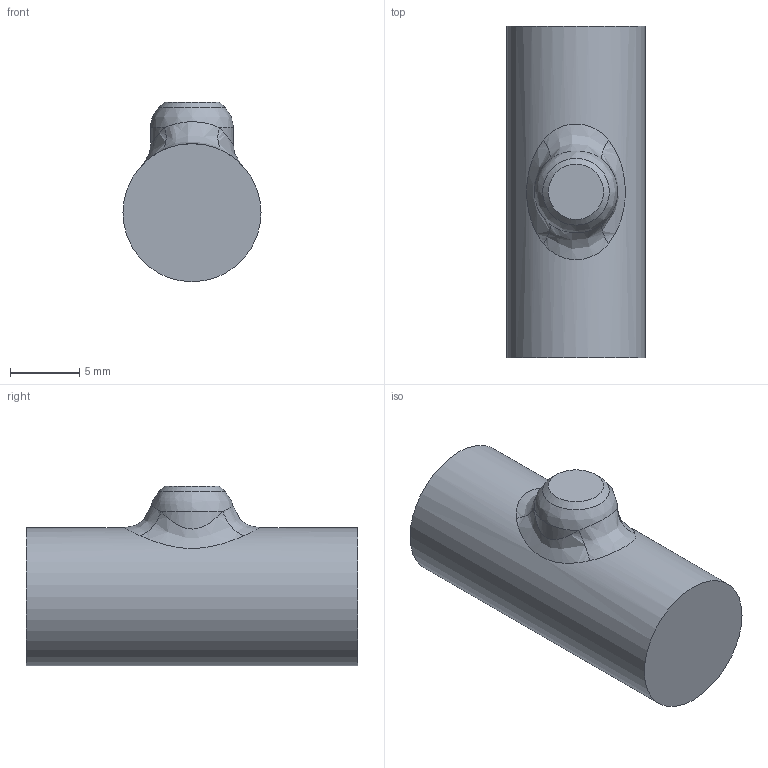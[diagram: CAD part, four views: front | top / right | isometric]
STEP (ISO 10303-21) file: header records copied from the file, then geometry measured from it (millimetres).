
FILE_DESCRIPTION(/* description */ (''),/* implementation_level */ '2;1');
FILE_NAME(/* name */ 'AVC Kevin v7 with AVC v1 v1.step',/* time_stamp */ '2025-06-09T17:23:29-04:00',/* author */ (''),/* organization */ (''),/* preprocessor_version */ 'ST-DEVELOPER v20.1',/* originating_system */ 'Autodesk Translation Framework v14.10.0.0',/* authorisation */ '');
FILE_SCHEMA (('AUTOMOTIVE_DESIGN { 1 0 10303 214 3 1 1 }'));
Length unit declared in the file: millimetre
Products named in the file (1): AVC Kevin v7 with AVC v1
Bounding box: 10 x 24 x 13 mm (x, y, z)
Volume: 1974.4 mm3; surface area: 954.9 mm2
Topology: 1 solids, 1 shells, 12 faces, 24 edges, 15 vertices
Faces by surface type: bspline 5, cylinder 3, plane 3, cone 1
Full cylindrical faces by diameter (mm): 10 x1
Entity records: 599 total; most frequent: CARTESIAN_POINT 331, ORIENTED_EDGE 48, DIRECTION 42, EDGE_CURVE 24, AXIS2_PLACEMENT_3D 20, VERTEX_POINT 15, EDGE_LOOP 13, FACE_OUTER_BOUND 12
